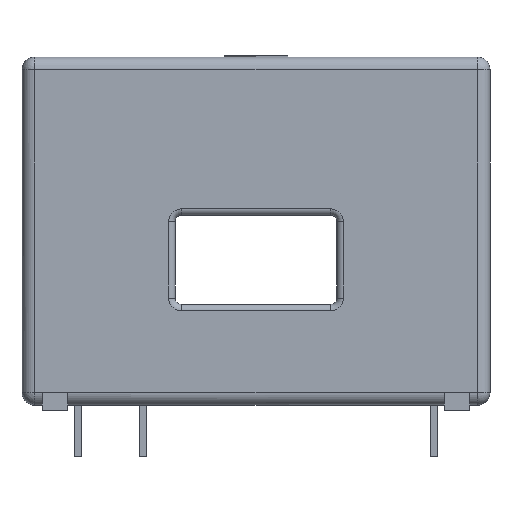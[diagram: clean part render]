
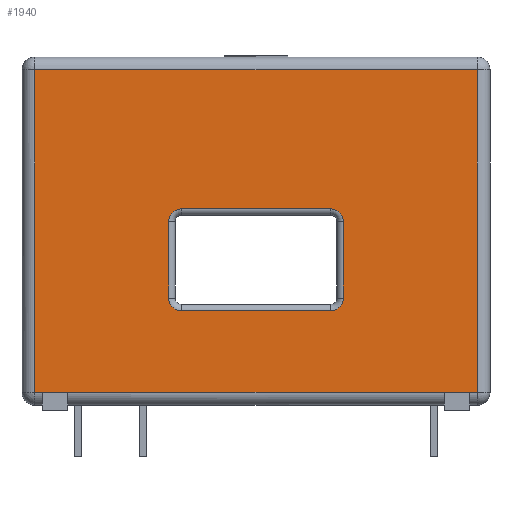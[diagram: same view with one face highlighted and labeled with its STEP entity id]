
A CAD part, front view. The second image highlights one B-rep face of the part: STEP entity #1940.
In plain terms, the highlighted planar face has unit normal (0, -1, 0).
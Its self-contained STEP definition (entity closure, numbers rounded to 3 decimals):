
#1195=CARTESIAN_POINT('',(17.35,-7.325,26.7));
#1196=VERTEX_POINT('',#1195);
#1232=CARTESIAN_POINT('',(17.35,-7.325,1.4));
#1233=VERTEX_POINT('',#1232);
#1300=CARTESIAN_POINT('',(-17.35,-7.325,26.7));
#1301=VERTEX_POINT('',#1300);
#1337=CARTESIAN_POINT('',(-17.35,-7.325,1.4));
#1338=VERTEX_POINT('',#1337);
#1630=CARTESIAN_POINT('',(17.35,-7.325,1.4));
#1631=DIRECTION('',(-1.0,0.0,0.0));
#1632=VECTOR('',#1631,34.7);
#1633=LINE('',#1630,#1632);
#1634=EDGE_CURVE('',#1233,#1338,#1633,.T.);
#1654=CARTESIAN_POINT('',(-17.35,-7.325,1.4));
#1655=DIRECTION('',(0.0,0.0,1.0));
#1656=VECTOR('',#1655,25.3);
#1657=LINE('',#1654,#1656);
#1658=EDGE_CURVE('',#1338,#1301,#1657,.T.);
#1669=CARTESIAN_POINT('',(-17.35,-7.325,26.7));
#1670=DIRECTION('',(1.0,0.0,0.0));
#1671=VECTOR('',#1670,34.7);
#1672=LINE('',#1669,#1671);
#1673=EDGE_CURVE('',#1301,#1196,#1672,.T.);
#1713=CARTESIAN_POINT('',(17.35,-7.325,26.7));
#1714=DIRECTION('',(0.0,0.0,-1.0));
#1715=VECTOR('',#1714,25.3);
#1716=LINE('',#1713,#1715);
#1717=EDGE_CURVE('',#1196,#1233,#1716,.T.);
#1859=CARTESIAN_POINT('',(18.35,-7.325,0.4));
#1860=DIRECTION('',(0.0,-1.0,0.0));
#1861=DIRECTION('',(0.0,0.0,-1.0));
#1862=AXIS2_PLACEMENT_3D('',#1859,#1860,#1861);
#1863=PLANE('',#1862);
#1864=ORIENTED_EDGE('',*,*,#1634,.F.);
#1865=ORIENTED_EDGE('',*,*,#1717,.F.);
#1866=ORIENTED_EDGE('',*,*,#1673,.F.);
#1867=ORIENTED_EDGE('',*,*,#1658,.F.);
#1868=EDGE_LOOP('',(#1864,#1865,#1866,#1867));
#1869=FACE_OUTER_BOUND('',#1868,.T.);
#1870=CARTESIAN_POINT('',(-5.85,-7.325,15.8));
#1871=VERTEX_POINT('',#1870);
#1872=CARTESIAN_POINT('',(-6.85,-7.325,14.8));
#1873=VERTEX_POINT('',#1872);
#1874=CARTESIAN_POINT('',(-5.85,-7.325,14.8));
#1875=DIRECTION('',(0.0,-1.0,0.0));
#1876=DIRECTION('',(-0.707,0.0,0.707));
#1877=AXIS2_PLACEMENT_3D('',#1874,#1875,#1876);
#1878=CIRCLE('',#1877,1.0);
#1879=EDGE_CURVE('',#1871,#1873,#1878,.T.);
#1880=ORIENTED_EDGE('',*,*,#1879,.F.);
#1881=CARTESIAN_POINT('',(5.85,-7.325,15.8));
#1882=VERTEX_POINT('',#1881);
#1883=CARTESIAN_POINT('',(5.85,-7.325,15.8));
#1884=DIRECTION('',(-1.0,0.0,0.0));
#1885=VECTOR('',#1884,11.7);
#1886=LINE('',#1883,#1885);
#1887=EDGE_CURVE('',#1882,#1871,#1886,.T.);
#1888=ORIENTED_EDGE('',*,*,#1887,.F.);
#1889=CARTESIAN_POINT('',(6.85,-7.325,14.8));
#1890=VERTEX_POINT('',#1889);
#1891=CARTESIAN_POINT('',(5.85,-7.325,14.8));
#1892=DIRECTION('',(0.0,-1.0,0.0));
#1893=DIRECTION('',(0.707,0.0,0.707));
#1894=AXIS2_PLACEMENT_3D('',#1891,#1892,#1893);
#1895=CIRCLE('',#1894,1.0);
#1896=EDGE_CURVE('',#1890,#1882,#1895,.T.);
#1897=ORIENTED_EDGE('',*,*,#1896,.F.);
#1898=CARTESIAN_POINT('',(6.85,-7.325,8.8));
#1899=VERTEX_POINT('',#1898);
#1900=CARTESIAN_POINT('',(6.85,-7.325,8.8));
#1901=DIRECTION('',(0.0,0.0,1.0));
#1902=VECTOR('',#1901,6.0);
#1903=LINE('',#1900,#1902);
#1904=EDGE_CURVE('',#1899,#1890,#1903,.T.);
#1905=ORIENTED_EDGE('',*,*,#1904,.F.);
#1906=CARTESIAN_POINT('',(5.85,-7.325,7.8));
#1907=VERTEX_POINT('',#1906);
#1908=CARTESIAN_POINT('',(5.85,-7.325,8.8));
#1909=DIRECTION('',(0.0,-1.0,0.0));
#1910=DIRECTION('',(0.707,0.0,-0.707));
#1911=AXIS2_PLACEMENT_3D('',#1908,#1909,#1910);
#1912=CIRCLE('',#1911,1.0);
#1913=EDGE_CURVE('',#1907,#1899,#1912,.T.);
#1914=ORIENTED_EDGE('',*,*,#1913,.F.);
#1915=CARTESIAN_POINT('',(-5.85,-7.325,7.8));
#1916=VERTEX_POINT('',#1915);
#1917=CARTESIAN_POINT('',(-5.85,-7.325,7.8));
#1918=DIRECTION('',(1.0,0.0,0.0));
#1919=VECTOR('',#1918,11.7);
#1920=LINE('',#1917,#1919);
#1921=EDGE_CURVE('',#1916,#1907,#1920,.T.);
#1922=ORIENTED_EDGE('',*,*,#1921,.F.);
#1923=CARTESIAN_POINT('',(-6.85,-7.325,8.8));
#1924=VERTEX_POINT('',#1923);
#1925=CARTESIAN_POINT('',(-5.85,-7.325,8.8));
#1926=DIRECTION('',(0.0,-1.0,0.0));
#1927=DIRECTION('',(-0.707,0.0,-0.707));
#1928=AXIS2_PLACEMENT_3D('',#1925,#1926,#1927);
#1929=CIRCLE('',#1928,1.0);
#1930=EDGE_CURVE('',#1924,#1916,#1929,.T.);
#1931=ORIENTED_EDGE('',*,*,#1930,.F.);
#1932=CARTESIAN_POINT('',(-6.85,-7.325,14.8));
#1933=DIRECTION('',(0.0,0.0,-1.0));
#1934=VECTOR('',#1933,6.0);
#1935=LINE('',#1932,#1934);
#1936=EDGE_CURVE('',#1873,#1924,#1935,.T.);
#1937=ORIENTED_EDGE('',*,*,#1936,.F.);
#1938=EDGE_LOOP('',(#1880,#1888,#1897,#1905,#1914,#1922,#1931,#1937));
#1939=FACE_BOUND('',#1938,.T.);
#1940=ADVANCED_FACE('',(#1869,#1939),#1863,.T.);
